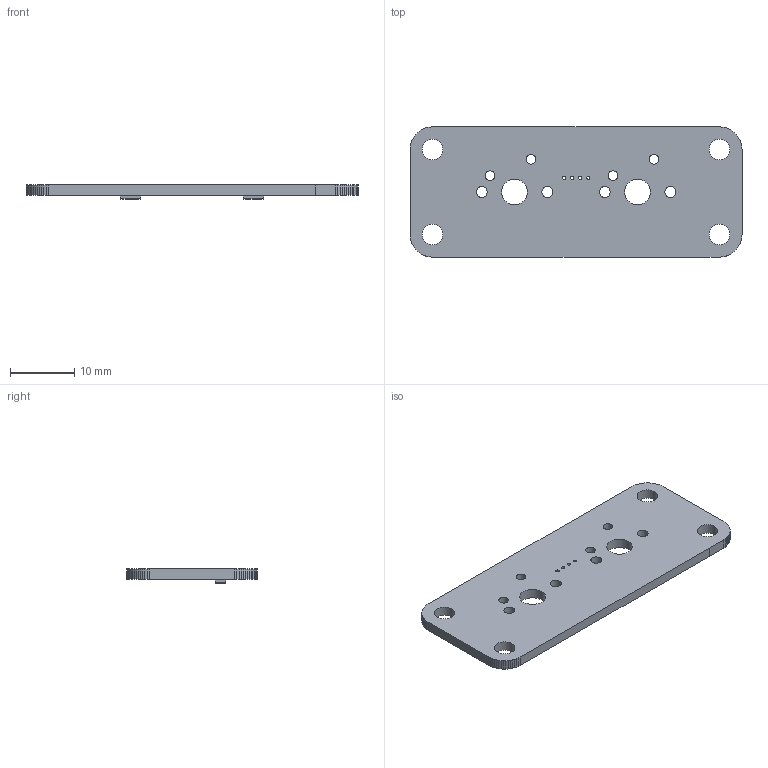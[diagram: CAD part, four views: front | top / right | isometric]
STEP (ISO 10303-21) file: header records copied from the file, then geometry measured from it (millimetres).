
FILE_DESCRIPTION(('KiCad electronic assembly'),'2;1');
FILE_NAME('Desk Panel.step','2023-04-13T00:14:35',('Pcbnew'),('Kicad'), 'Open CASCADE STEP processor 7.6','KiCad to STEP converter','Unknown' );
FILE_SCHEMA(('AUTOMOTIVE_DESIGN { 1 0 10303 214 1 1 1 1 }'));
Length unit declared in the file: millimetre
Products named in the file (4): Desk Panel 1; R_1206_3216Metric; SOLID; PCB
Assembly tree (4 placements, depth 3):
  Desk Panel 1
    R_1206_3216Metric  x2
      SOLID
    PCB
Bounding box: 51.5 x 20.2 x 2.18 mm (x, y, z)
Volume: 1514.8 mm3; surface area: 2335.7 mm2
Topology: 3 solids, 3 shells, 137 faces, 385 edges, 254 vertices
Faces by surface type: plane 103, cylinder 34
Full cylindrical faces by diameter (mm): 0.5 x4, 1.5 x4, 1.7 x4, 3.2 x4, 4 x2
Entity records: 8191 total; most frequent: CARTESIAN_POINT 1541, DIRECTION 1191, LINE 847, VECTOR 847, ORIENTED_EDGE 634, PCURVE 634, DEFINITIONAL_REPRESENTATION 634, EDGE_CURVE 317
